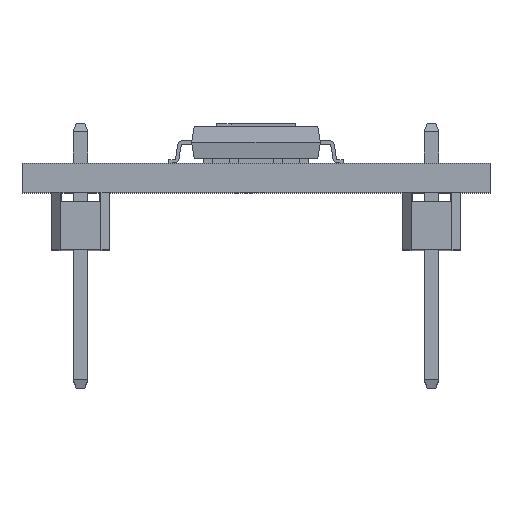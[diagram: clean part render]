
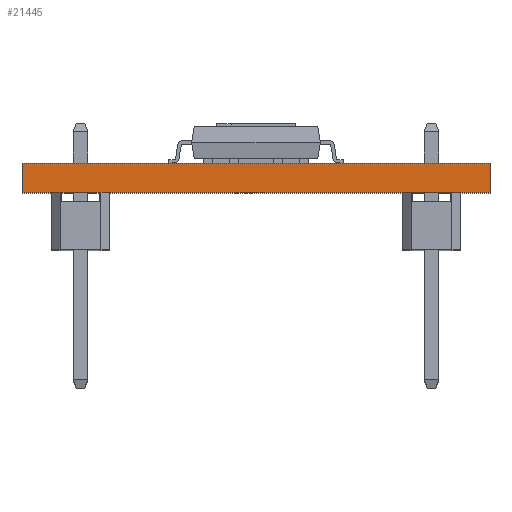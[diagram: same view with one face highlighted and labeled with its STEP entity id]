
A CAD part, top view. The second image highlights one B-rep face of the part: STEP entity #21445.
In plain terms, the highlighted planar face has unit normal (0, 0, 1).
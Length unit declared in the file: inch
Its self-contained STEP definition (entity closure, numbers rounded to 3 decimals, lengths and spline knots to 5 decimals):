
#1113 = ORIENTED_EDGE ( 'NONE', *, *, #18472, .F. ) ;
#2919 = CARTESIAN_POINT ( 'NONE',  ( -0.4, 0.14843, 0.4 ) ) ;
#3560 = CARTESIAN_POINT ( 'NONE',  ( 0., 0.14843, 0.4 ) ) ;
#3836 = AXIS2_PLACEMENT_3D ( 'NONE', #29772, #22542, #5458 ) ;
#4824 = ORIENTED_EDGE ( 'NONE', *, *, #22020, .T. ) ;
#5413 = VECTOR ( 'NONE', #14212, 39.37008 ) ;
#5458 = DIRECTION ( 'NONE',  ( -1., 0., 0. ) ) ;
#6002 = DIRECTION ( 'NONE',  ( 1., 0., 0. ) ) ;
#6171 = LINE ( 'NONE', #31139, #5413 ) ;
#7897 = LINE ( 'NONE', #2919, #26144 ) ;
#9943 = CARTESIAN_POINT ( 'NONE',  ( -0.4, 0.09843, 0.4 ) ) ;
#10235 = PLANE ( 'NONE',  #3836 ) ;
#10359 = LINE ( 'NONE', #3560, #22134 ) ;
#12795 = DIRECTION ( 'NONE',  ( 0., -1., 0. ) ) ;
#13635 = VERTEX_POINT ( 'NONE', #30776 ) ;
#13994 = VERTEX_POINT ( 'NONE', #9943 ) ;
#14212 = DIRECTION ( 'NONE',  ( 1., 0., 0. ) ) ;
#14701 = ORIENTED_EDGE ( 'NONE', *, *, #25183, .T. ) ;
#14916 = CARTESIAN_POINT ( 'NONE',  ( 0.4, 0.09843, 0.4 ) ) ;
#15820 = ORIENTED_EDGE ( 'NONE', *, *, #19233, .F. ) ;
#18472 = EDGE_CURVE ( 'NONE', #13635, #23849, #26777, .T. ) ;
#18764 = VECTOR ( 'NONE', #27768, 39.37008 ) ;
#19233 = EDGE_CURVE ( 'NONE', #23516, #13635, #10359, .T. ) ;
#20210 = EDGE_LOOP ( 'NONE', ( #14701, #1113, #15820, #4824 ) ) ;
#21445 = ADVANCED_FACE ( 'NONE', ( #25399 ), #10235, .F. ) ;
#22020 = EDGE_CURVE ( 'NONE', #23516, #13994, #7897, .T. ) ;
#22134 = VECTOR ( 'NONE', #6002, 39.37008 ) ;
#22542 = DIRECTION ( 'NONE',  ( 0., 0., -1. ) ) ;
#22881 = CARTESIAN_POINT ( 'NONE',  ( 0.4, 0.14843, 0.4 ) ) ;
#23516 = VERTEX_POINT ( 'NONE', #30481 ) ;
#23849 = VERTEX_POINT ( 'NONE', #14916 ) ;
#25183 = EDGE_CURVE ( 'NONE', #13994, #23849, #6171, .T. ) ;
#25399 = FACE_OUTER_BOUND ( 'NONE', #20210, .T. ) ;
#26144 = VECTOR ( 'NONE', #12795, 39.37008 ) ;
#26777 = LINE ( 'NONE', #22881, #18764 ) ;
#27768 = DIRECTION ( 'NONE',  ( 0., -1., 0. ) ) ;
#29772 = CARTESIAN_POINT ( 'NONE',  ( 0., 0.14843, 0.4 ) ) ;
#30481 = CARTESIAN_POINT ( 'NONE',  ( -0.4, 0.14843, 0.4 ) ) ;
#30776 = CARTESIAN_POINT ( 'NONE',  ( 0.4, 0.14843, 0.4 ) ) ;
#31139 = CARTESIAN_POINT ( 'NONE',  ( 0., 0.09843, 0.4 ) ) ;
